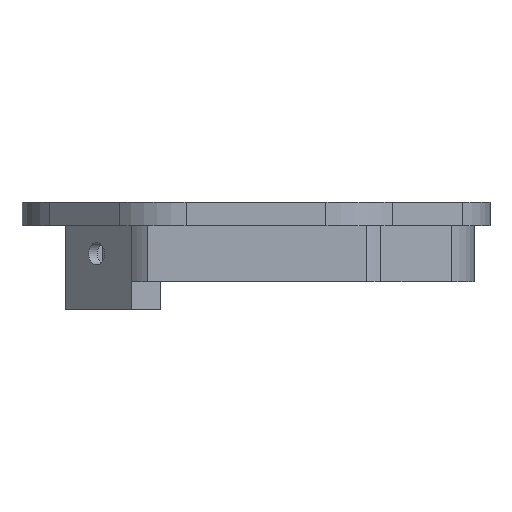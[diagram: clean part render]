
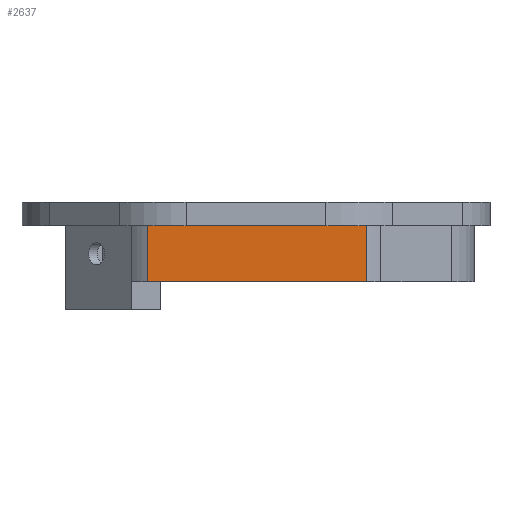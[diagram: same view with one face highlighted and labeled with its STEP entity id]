
A CAD part, left-side view. The second image highlights one B-rep face of the part: STEP entity #2637.
In plain terms, the highlighted planar face has unit normal (-1, 0, 0).
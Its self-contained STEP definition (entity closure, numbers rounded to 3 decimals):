
#329=FACE_OUTER_BOUND('',#486,.T.);
#486=EDGE_LOOP('',(#2247,#2248,#2249,#2250));
#664=LINE('',#4199,#921);
#683=LINE('',#4263,#940);
#709=LINE('',#4325,#966);
#710=LINE('',#4327,#967);
#921=VECTOR('',#3377,10.);
#940=VECTOR('',#3430,10.);
#966=VECTOR('',#3516,10.);
#967=VECTOR('',#3519,10.);
#1205=VERTEX_POINT('',#4196);
#1206=VERTEX_POINT('',#4198);
#1233=VERTEX_POINT('',#4260);
#1234=VERTEX_POINT('',#4262);
#1522=EDGE_CURVE('',#1206,#1205,#664,.T.);
#1557=EDGE_CURVE('',#1234,#1233,#683,.T.);
#1587=EDGE_CURVE('',#1206,#1233,#709,.T.);
#1588=EDGE_CURVE('',#1205,#1234,#710,.T.);
#2247=ORIENTED_EDGE('',*,*,#1522,.T.);
#2248=ORIENTED_EDGE('',*,*,#1588,.T.);
#2249=ORIENTED_EDGE('',*,*,#1557,.T.);
#2250=ORIENTED_EDGE('',*,*,#1587,.F.);
#2509=PLANE('',#2895);
#2637=ADVANCED_FACE('',(#329),#2509,.F.);
#2895=AXIS2_PLACEMENT_3D('',#4326,#3517,#3518);
#3377=DIRECTION('',(0.,1.,0.));
#3430=DIRECTION('',(0.,-1.,0.));
#3516=DIRECTION('',(0.,0.,-1.));
#3517=DIRECTION('center_axis',(1.,0.,0.));
#3518=DIRECTION('ref_axis',(0.,-1.,0.));
#3519=DIRECTION('',(0.,0.,-1.));
#4196=CARTESIAN_POINT('',(-6.7,11.574,-2.5));
#4198=CARTESIAN_POINT('',(-6.7,-11.77,-2.5));
#4199=CARTESIAN_POINT('',(-6.7,9.571,-2.5));
#4260=CARTESIAN_POINT('',(-6.7,-11.77,-8.5));
#4262=CARTESIAN_POINT('',(-6.7,11.574,-8.5));
#4263=CARTESIAN_POINT('',(-6.7,9.571,-8.5));
#4325=CARTESIAN_POINT('',(-6.7,-11.77,-2.5));
#4326=CARTESIAN_POINT('Origin',(-6.7,11.96,-2.5));
#4327=CARTESIAN_POINT('',(-6.7,11.574,-2.5));
